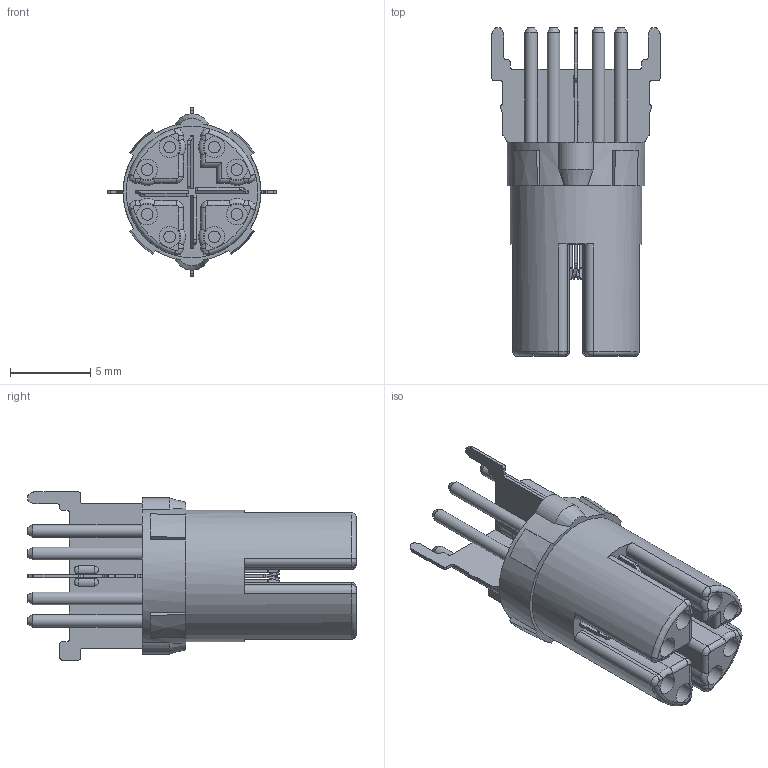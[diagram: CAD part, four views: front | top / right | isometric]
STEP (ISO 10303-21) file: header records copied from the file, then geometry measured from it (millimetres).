
FILE_DESCRIPTION(/* description */ (''),/* implementation_level */ '2;1');
FILE_NAME(/* name */ 'IE-EKSX8-P_stp.stp',/* time_stamp */ '2017-06-21T12:36:05+02:00',/* author */ (''),/* organization */ (''),/* preprocessor_version */ 'ST-DEVELOPER v16',/* originating_system */ 'SIEMENS PLM Software NX 10.0',/* authorisation */ '');
FILE_SCHEMA (('AUTOMOTIVE_DESIGN { 1 0 10303 214 3 1 1 1 }'));
Length unit declared in the file: millimetre
Products named in the file (1): IE-EKSX8-P_stp
Bounding box: 10.5 x 20.5 x 10.5 mm (x, y, z)
Volume: 645 mm3; surface area: 1050.5 mm2
Topology: 1 solids, 1 shells, 336 faces, 862 edges, 553 vertices
Faces by surface type: plane 149, cylinder 138, bspline 15, cone 14, torus 12, sphere 8
Full cylindrical faces by diameter (mm): 0.725 x8, 0.8 x8, 1.29 x8, 8.2 x1
Entity records: 10459 total; most frequent: CARTESIAN_POINT 2382, DIRECTION 1717, ORIENTED_EDGE 1624, EDGE_CURVE 812, AXIS2_PLACEMENT_3D 642, VERTEX_POINT 544, LINE 433, VECTOR 433
